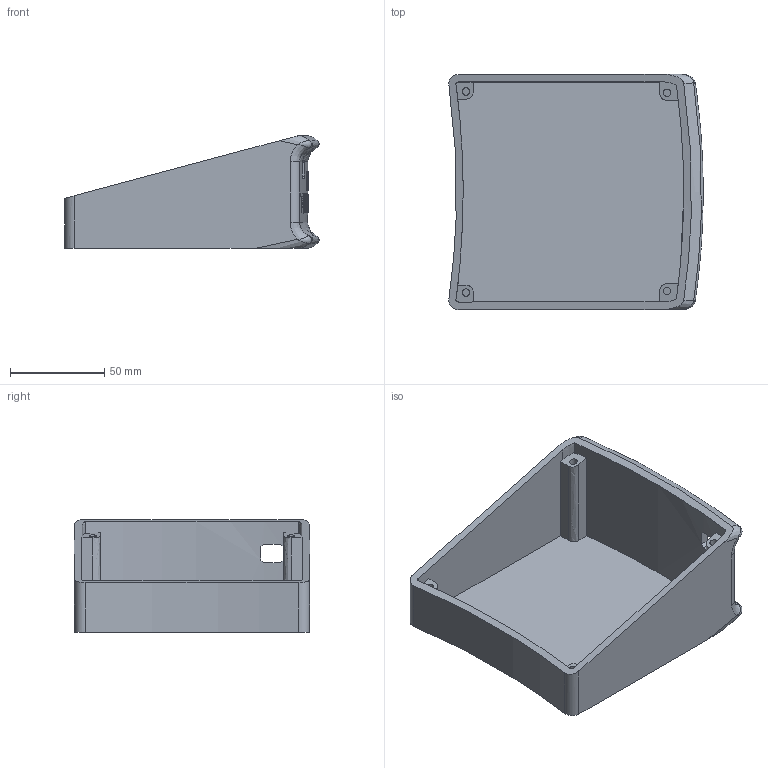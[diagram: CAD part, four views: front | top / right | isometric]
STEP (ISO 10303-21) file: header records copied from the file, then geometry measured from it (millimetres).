
FILE_DESCRIPTION(/* description */ ('STEP AP242','CAx-IF Rec.Pracs.---Representation and Presentation of Product Manufacturing Information (PMI)---4.0---2014-10-13','CAx-IF Rec.Pracs.---3D Tessellated Geometry---0.4---2014-09-14','2;1'),/* implementation_level */ '2;1');
FILE_NAME(/* name */ '66a6a3809bc0841464735934',/* time_stamp */ '2024-07-28T20:01:07Z',/* author */ (''),/* organization */ (''),/* preprocessor_version */ 'ST-DEVELOPER v20',/* originating_system */ ' ',/* authorisation */ ' ');
FILE_SCHEMA (('AP242_MANAGED_MODEL_BASED_3D_ENGINEERING_MIM_LF { 1 0 10303 442 1 1 4 }'));
Length unit declared in the file: metre
Products named in the file (1): Box
Bounding box: 135.27 x 125 x 60 mm (x, y, z)
Volume: 131411.9 mm3; surface area: 76761.8 mm2
Topology: 1 solids, 1 shells, 315 faces, 855 edges, 564 vertices
Faces by surface type: bspline 274, plane 37, cylinder 4
Entity records: 20145 total; most frequent: CARTESIAN_POINT 14439, ORIENTED_EDGE 1694, EDGE_CURVE 847, B_SPLINE_CURVE_WITH_KNOTS 699, VERTEX_POINT 564, EDGE_LOOP 347, FACE_BOUND 347, ADVANCED_FACE 315
